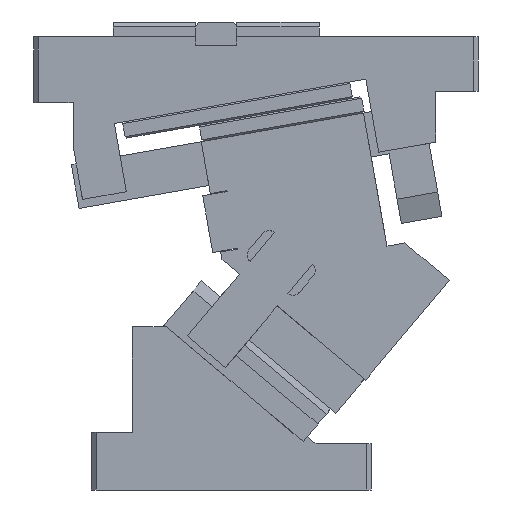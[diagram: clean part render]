
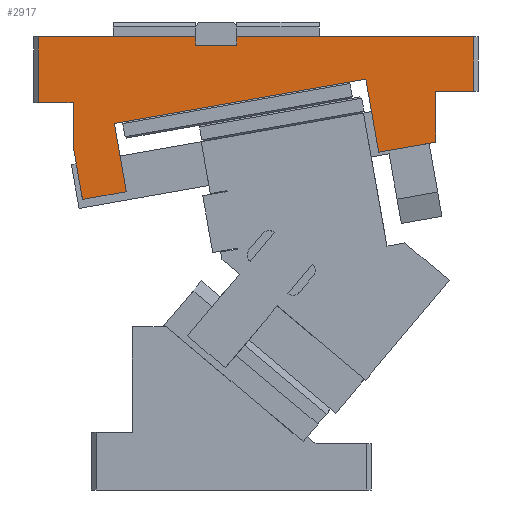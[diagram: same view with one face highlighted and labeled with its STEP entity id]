
A CAD part, front view. The second image highlights one B-rep face of the part: STEP entity #2917.
In plain terms, the highlighted planar face has unit normal (0, -1, 0).
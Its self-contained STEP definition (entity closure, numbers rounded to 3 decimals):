
#2680=CARTESIAN_POINT('Line Origine',(16.494,0.,222.837)) ;
#2684=CARTESIAN_POINT('Vertex',(18.956,0.,223.271)) ;
#2686=CARTESIAN_POINT('Vertex',(14.032,0.,222.403)) ;
#2721=CARTESIAN_POINT('Vertex',(166.677,0.,249.318)) ;
#2724=CARTESIAN_POINT('Line Origine',(161.753,0.,248.45)) ;
#2728=CARTESIAN_POINT('Vertex',(156.829,0.,247.582)) ;
#2731=CARTESIAN_POINT('Line Origine',(87.893,0.,235.426)) ;
#2781=CARTESIAN_POINT('Axis2P3D Location',(235.,0.,275.)) ;
#2786=CARTESIAN_POINT('Line Origine',(75.842,0.,270.)) ;
#2790=CARTESIAN_POINT('Vertex',(63.342,0.,270.)) ;
#2792=CARTESIAN_POINT('Vertex',(88.342,0.,270.)) ;
#2795=CARTESIAN_POINT('Line Origine',(63.342,0.,272.5)) ;
#2799=CARTESIAN_POINT('Vertex',(63.342,0.,275.)) ;
#2802=CARTESIAN_POINT('Line Origine',(15.671,0.,275.)) ;
#2806=CARTESIAN_POINT('Vertex',(-32.,0.,275.)) ;
#2809=CARTESIAN_POINT('Line Origine',(-32.,0.,255.)) ;
#2813=CARTESIAN_POINT('Vertex',(-32.,0.,235.)) ;
#2816=CARTESIAN_POINT('Line Origine',(-21.5,0.,235.)) ;
#2820=CARTESIAN_POINT('Vertex',(-11.,0.,235.)) ;
#2823=CARTESIAN_POINT('Line Origine',(-11.,0.,221.94)) ;
#2827=CARTESIAN_POINT('Vertex',(-11.,0.,208.88)) ;
#2830=CARTESIAN_POINT('Line Origine',(-8.132,0.,192.616)) ;
#2834=CARTESIAN_POINT('Vertex',(-5.265,0.,176.352)) ;
#2837=CARTESIAN_POINT('Line Origine',(8.03,0.,178.697)) ;
#2841=CARTESIAN_POINT('Vertex',(21.325,0.,181.041)) ;
#2844=CARTESIAN_POINT('Line Origine',(17.679,0.,201.722)) ;
#2849=CARTESIAN_POINT('Line Origine',(170.584,0.,227.16)) ;
#2853=CARTESIAN_POINT('Vertex',(174.491,0.,205.002)) ;
#2856=CARTESIAN_POINT('Line Origine',(191.746,0.,208.044)) ;
#2860=CARTESIAN_POINT('Vertex',(209.,0.,211.087)) ;
#2863=CARTESIAN_POINT('Line Origine',(209.,0.,226.543)) ;
#2867=CARTESIAN_POINT('Vertex',(209.,0.,242.)) ;
#2870=CARTESIAN_POINT('Line Origine',(220.5,0.,242.)) ;
#2874=CARTESIAN_POINT('Vertex',(232.,0.,242.)) ;
#2877=CARTESIAN_POINT('Line Origine',(232.,0.,258.5)) ;
#2881=CARTESIAN_POINT('Vertex',(232.,0.,275.)) ;
#2884=CARTESIAN_POINT('Line Origine',(160.171,0.,275.)) ;
#2888=CARTESIAN_POINT('Vertex',(88.342,0.,275.)) ;
#2891=CARTESIAN_POINT('Line Origine',(88.342,0.,272.5)) ;
#2681=DIRECTION('Vector Direction',(0.985,0.,0.174)) ;
#2725=DIRECTION('Vector Direction',(0.985,0.,0.174)) ;
#2732=DIRECTION('Vector Direction',(0.985,0.,0.174)) ;
#2782=DIRECTION('Axis2P3D Direction',(0.,1.,0.)) ;
#2783=DIRECTION('Axis2P3D XDirection',(-1.,0.,0.)) ;
#2787=DIRECTION('Vector Direction',(1.,0.,0.)) ;
#2796=DIRECTION('Vector Direction',(0.,0.,1.)) ;
#2803=DIRECTION('Vector Direction',(1.,0.,0.)) ;
#2810=DIRECTION('Vector Direction',(0.,0.,1.)) ;
#2817=DIRECTION('Vector Direction',(-1.,0.,0.)) ;
#2824=DIRECTION('Vector Direction',(0.,0.,-1.)) ;
#2831=DIRECTION('Vector Direction',(-0.174,0.,0.985)) ;
#2838=DIRECTION('Vector Direction',(0.985,0.,0.174)) ;
#2845=DIRECTION('Vector Direction',(-0.174,0.,0.985)) ;
#2850=DIRECTION('Vector Direction',(-0.174,0.,0.985)) ;
#2857=DIRECTION('Vector Direction',(0.985,0.,0.174)) ;
#2864=DIRECTION('Vector Direction',(0.,0.,1.)) ;
#2871=DIRECTION('Vector Direction',(1.,0.,0.)) ;
#2878=DIRECTION('Vector Direction',(0.,0.,1.)) ;
#2885=DIRECTION('Vector Direction',(1.,0.,0.)) ;
#2892=DIRECTION('Vector Direction',(0.,0.,-1.)) ;
#2784=AXIS2_PLACEMENT_3D('Plane Axis2P3D',#2781,#2782,#2783) ;
#2897=ORIENTED_EDGE('',*,*,#2794,.F.) ;
#2898=ORIENTED_EDGE('',*,*,#2801,.T.) ;
#2899=ORIENTED_EDGE('',*,*,#2808,.F.) ;
#2900=ORIENTED_EDGE('',*,*,#2815,.F.) ;
#2901=ORIENTED_EDGE('',*,*,#2822,.F.) ;
#2902=ORIENTED_EDGE('',*,*,#2829,.T.) ;
#2903=ORIENTED_EDGE('',*,*,#2836,.F.) ;
#2904=ORIENTED_EDGE('',*,*,#2843,.T.) ;
#2905=ORIENTED_EDGE('',*,*,#2848,.T.) ;
#2906=ORIENTED_EDGE('',*,*,#2688,.F.) ;
#2907=ORIENTED_EDGE('',*,*,#2735,.F.) ;
#2908=ORIENTED_EDGE('',*,*,#2730,.F.) ;
#2909=ORIENTED_EDGE('',*,*,#2855,.F.) ;
#2910=ORIENTED_EDGE('',*,*,#2862,.T.) ;
#2911=ORIENTED_EDGE('',*,*,#2869,.T.) ;
#2912=ORIENTED_EDGE('',*,*,#2876,.T.) ;
#2913=ORIENTED_EDGE('',*,*,#2883,.T.) ;
#2914=ORIENTED_EDGE('',*,*,#2890,.F.) ;
#2915=ORIENTED_EDGE('',*,*,#2895,.T.) ;
#2682=VECTOR('Line Direction',#2681,1.) ;
#2726=VECTOR('Line Direction',#2725,1.) ;
#2733=VECTOR('Line Direction',#2732,1.) ;
#2788=VECTOR('Line Direction',#2787,1.) ;
#2797=VECTOR('Line Direction',#2796,1.) ;
#2804=VECTOR('Line Direction',#2803,1.) ;
#2811=VECTOR('Line Direction',#2810,1.) ;
#2818=VECTOR('Line Direction',#2817,1.) ;
#2825=VECTOR('Line Direction',#2824,1.) ;
#2832=VECTOR('Line Direction',#2831,1.) ;
#2839=VECTOR('Line Direction',#2838,1.) ;
#2846=VECTOR('Line Direction',#2845,1.) ;
#2851=VECTOR('Line Direction',#2850,1.) ;
#2858=VECTOR('Line Direction',#2857,1.) ;
#2865=VECTOR('Line Direction',#2864,1.) ;
#2872=VECTOR('Line Direction',#2871,1.) ;
#2879=VECTOR('Line Direction',#2878,1.) ;
#2886=VECTOR('Line Direction',#2885,1.) ;
#2893=VECTOR('Line Direction',#2892,1.) ;
#2917=ADVANCED_FACE('CAM HOLDER',(#2916),#2785,.F.) ;
#2688=EDGE_CURVE('',#2685,#2687,#2683,.F.) ;
#2730=EDGE_CURVE('',#2722,#2729,#2727,.F.) ;
#2735=EDGE_CURVE('',#2729,#2685,#2734,.F.) ;
#2794=EDGE_CURVE('',#2791,#2793,#2789,.T.) ;
#2801=EDGE_CURVE('',#2791,#2800,#2798,.T.) ;
#2808=EDGE_CURVE('',#2807,#2800,#2805,.T.) ;
#2815=EDGE_CURVE('',#2814,#2807,#2812,.T.) ;
#2822=EDGE_CURVE('',#2821,#2814,#2819,.T.) ;
#2829=EDGE_CURVE('',#2821,#2828,#2826,.T.) ;
#2836=EDGE_CURVE('',#2835,#2828,#2833,.T.) ;
#2843=EDGE_CURVE('',#2835,#2842,#2840,.T.) ;
#2848=EDGE_CURVE('',#2842,#2687,#2847,.T.) ;
#2855=EDGE_CURVE('',#2854,#2722,#2852,.T.) ;
#2862=EDGE_CURVE('',#2854,#2861,#2859,.T.) ;
#2869=EDGE_CURVE('',#2861,#2868,#2866,.T.) ;
#2876=EDGE_CURVE('',#2868,#2875,#2873,.T.) ;
#2883=EDGE_CURVE('',#2875,#2882,#2880,.T.) ;
#2890=EDGE_CURVE('',#2889,#2882,#2887,.T.) ;
#2895=EDGE_CURVE('',#2889,#2793,#2894,.T.) ;
#2896=EDGE_LOOP('',(#2897,#2898,#2899,#2900,#2901,#2902,#2903,#2904,#2905,#2906,#2907,#2908,#2909,#2910,#2911,#2912,#2913,#2914,#2915)) ;
#2916=FACE_OUTER_BOUND('',#2896,.T.) ;
#2683=LINE('Line',#2680,#2682) ;
#2727=LINE('Line',#2724,#2726) ;
#2734=LINE('Line',#2731,#2733) ;
#2789=LINE('Line',#2786,#2788) ;
#2798=LINE('Line',#2795,#2797) ;
#2805=LINE('Line',#2802,#2804) ;
#2812=LINE('Line',#2809,#2811) ;
#2819=LINE('Line',#2816,#2818) ;
#2826=LINE('Line',#2823,#2825) ;
#2833=LINE('Line',#2830,#2832) ;
#2840=LINE('Line',#2837,#2839) ;
#2847=LINE('Line',#2844,#2846) ;
#2852=LINE('Line',#2849,#2851) ;
#2859=LINE('Line',#2856,#2858) ;
#2866=LINE('Line',#2863,#2865) ;
#2873=LINE('Line',#2870,#2872) ;
#2880=LINE('Line',#2877,#2879) ;
#2887=LINE('Line',#2884,#2886) ;
#2894=LINE('Line',#2891,#2893) ;
#2785=PLANE('Plane',#2784) ;
#2685=VERTEX_POINT('',#2684) ;
#2687=VERTEX_POINT('',#2686) ;
#2722=VERTEX_POINT('',#2721) ;
#2729=VERTEX_POINT('',#2728) ;
#2791=VERTEX_POINT('',#2790) ;
#2793=VERTEX_POINT('',#2792) ;
#2800=VERTEX_POINT('',#2799) ;
#2807=VERTEX_POINT('',#2806) ;
#2814=VERTEX_POINT('',#2813) ;
#2821=VERTEX_POINT('',#2820) ;
#2828=VERTEX_POINT('',#2827) ;
#2835=VERTEX_POINT('',#2834) ;
#2842=VERTEX_POINT('',#2841) ;
#2854=VERTEX_POINT('',#2853) ;
#2861=VERTEX_POINT('',#2860) ;
#2868=VERTEX_POINT('',#2867) ;
#2875=VERTEX_POINT('',#2874) ;
#2882=VERTEX_POINT('',#2881) ;
#2889=VERTEX_POINT('',#2888) ;
